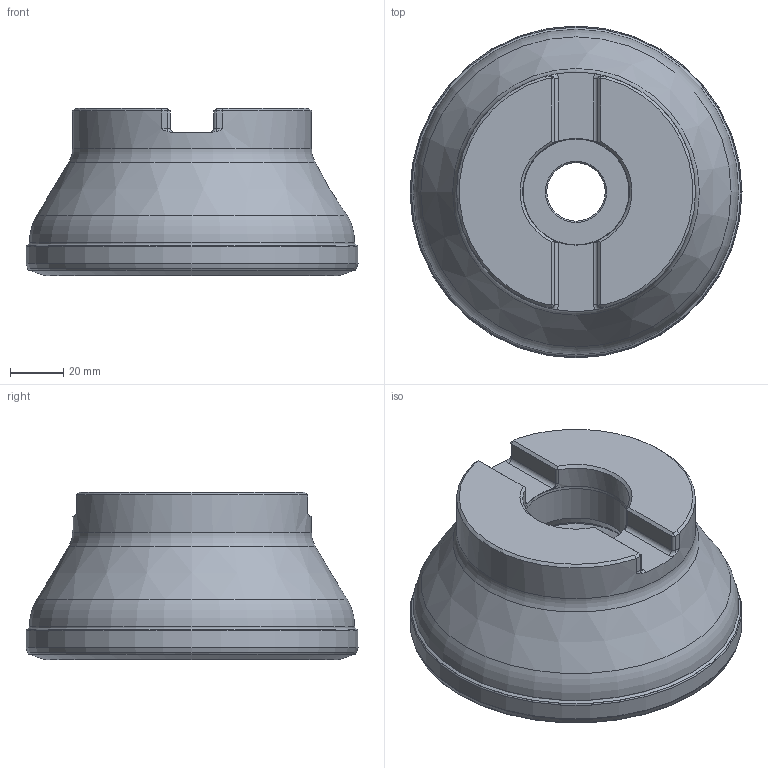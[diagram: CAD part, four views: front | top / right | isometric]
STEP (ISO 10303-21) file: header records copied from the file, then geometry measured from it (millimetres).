
FILE_DESCRIPTION(/* description */ (''),/* implementation_level */ '2;1');
FILE_NAME(/* name */ '125A08R_S19PD09_C_(PDMX-R)_115008961ndi000_00_SIM.stp',/* time_stamp */ '2019-12-03T08:25:51+01:00',/* author */ (''),/* organization */ (''),/* preprocessor_version */ 'ST-DEVELOPER v16.7',/* originating_system */ 'SIEMENS PLM Software NX 12.0',/* authorisation */ '');
FILE_SCHEMA (('AUTOMOTIVE_DESIGN { 1 0 10303 214 3 1 1 1 }'));
Length unit declared in the file: millimetre
Products named in the file (1): wq70057CCD62x83h
Bounding box: 124.99 x 124.99 x 63 mm (x, y, z)
Volume: 460158 mm3; surface area: 61808 mm2
Topology: 2 solids, 2 shells, 119 faces, 263 edges, 144 vertices
Faces by surface type: revolution 34, plane 24, cylinder 24, torus 19, cone 18
Full cylindrical faces by diameter (mm): 22 x1, 36.1 x1, 40.008 x1, 40.2 x1, 90 x1, 122.5 x1
Entity records: 3285 total; most frequent: CARTESIAN_POINT 882, DIRECTION 490, ORIENTED_EDGE 396, AXIS2_PLACEMENT_3D 200, EDGE_CURVE 198, EDGE_LOOP 184, VERTEX_POINT 144, FACE_BOUND 130
